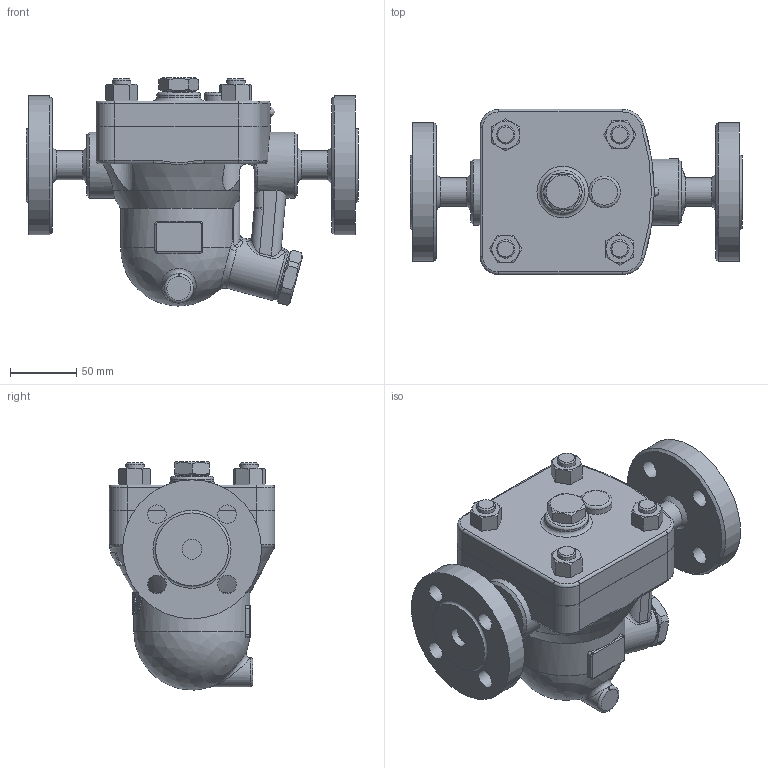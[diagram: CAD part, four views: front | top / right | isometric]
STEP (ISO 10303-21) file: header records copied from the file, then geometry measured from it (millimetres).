
FILE_DESCRIPTION((''),'2;1');
FILE_NAME('j5shp-015-e0100-00.stp','2011-09-30T11:03:18',('asada'),(''),'Autodesk Inventor 2012','Autodesk Inventor 2012','');
FILE_SCHEMA(('AUTOMOTIVE_DESIGN { 1 0 10303 214 1 1 1 1 }'));
Length unit declared in the file: millimetre
Products named in the file (1): j5shp-015-e0100-00
Bounding box: 251 x 125 x 172.55 mm (x, y, z)
Volume: 1921812.3 mm3; surface area: 180212.1 mm2
Topology: 1 solids, 1 shells, 328 faces, 797 edges, 505 vertices
Faces by surface type: plane 118, cylinder 93, cone 51, bspline 41, torus 23, sphere 2
Full cylindrical faces by diameter (mm): 11.835 x4, 14 x16, 15 x2, 16 x4, 21 x1, 21.7 x2, 24 x1, 33 x1, 38 x1, 40 x1, 50 x2, 80 x1, 105 x2
Entity records: 14785 total; most frequent: CARTESIAN_POINT 7795, ORIENTED_EDGE 1424, DIRECTION 1374, EDGE_CURVE 712, AXIS2_PLACEMENT_3D 586, VERTEX_POINT 482, EDGE_LOOP 450, FACE_OUTER_BOUND 328
